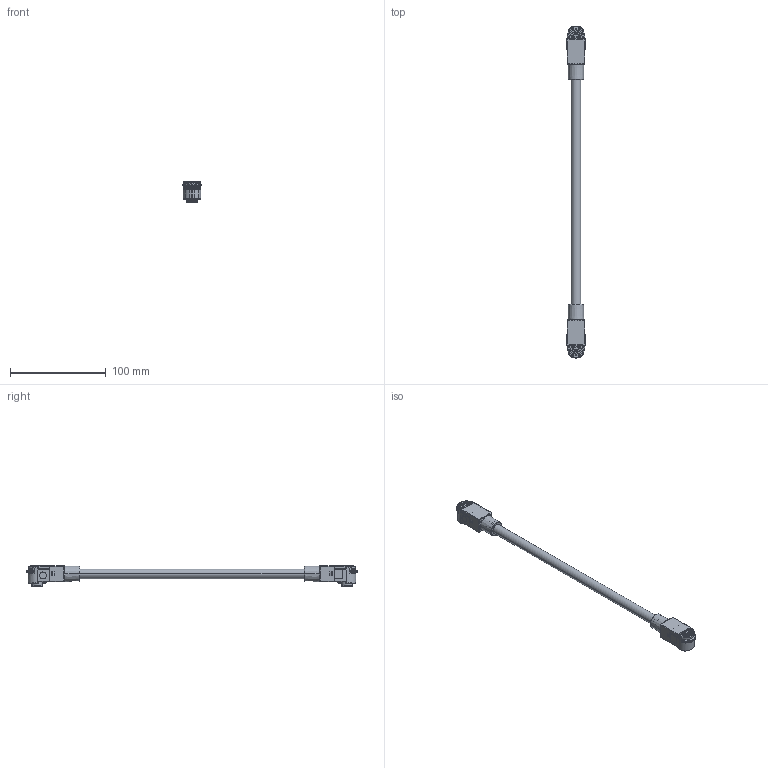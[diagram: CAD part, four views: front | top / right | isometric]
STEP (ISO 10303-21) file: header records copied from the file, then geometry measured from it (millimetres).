
FILE_DESCRIPTION(('CATIA V5 STEP Exchange','CAx-IF Rec.Pracs.--- Model Styling and Organization---1.5--- 2016-08-15','CAx-IF Rec.Pracs.---Supplemental Geometry---1.0---2011-11-01','CAx-IF Rec.Pracs.--- Composite Materials ---1.1---2010-07-15'),'2;1');
FILE_NAME ('1870218-6_0', '2025-04-03T07:24:51+00:00', ('none'), ('Weidmueller'), 'CATIA Version 5-6 Release 2022 SP4 HF5', 'CATIA V5 STEP AP214 v3', 'none');
FILE_SCHEMA(('AUTOMOTIVE_DESIGN { 1 0 10303 214 1 1 1 1 }'));
Length unit declared in the file: millimetre
Products named in the file (1): 2938270000
Bounding box: 19.7 x 347.15 x 21 mm (x, y, z)
Volume: 41937.5 mm3; surface area: 30812.3 mm2
Topology: 1 solids, 9 shells, 2495 faces, 6950 edges, 4364 vertices
Faces by surface type: torus 702, cylinder 672, plane 503, bspline 408, sphere 110, cone 100
Entity records: 105585 total; most frequent: CARTESIAN_POINT 46455, ORIENTED_EDGE 13744, DIRECTION 8405, EDGE_CURVE 6872, VERTEX_POINT 4364, AXIS2_PLACEMENT_3D 4317, EDGE_LOOP 2688, ADVANCED_FACE 2495
